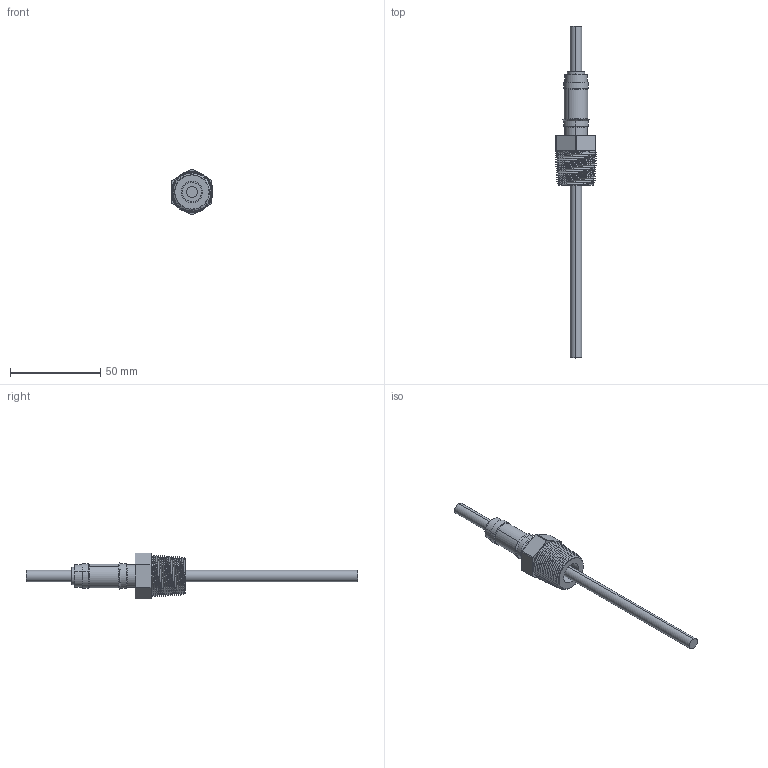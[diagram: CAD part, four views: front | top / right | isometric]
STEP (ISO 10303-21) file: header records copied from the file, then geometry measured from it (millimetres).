
FILE_DESCRIPTION (( 'STEP AP203' ), '1' );
FILE_NAME ('A0003-1-NPT.STEP', '2019-10-15T14:46:17', ( '' ), ( '' ), 'SwSTEP 2.0', 'SolidWorks 2019', '' );
FILE_SCHEMA (( 'CONFIG_CONTROL_DESIGN' ));
Length unit declared in the file: inch
Products named in the file (1): A0003-1-NPT
Bounding box: 23.26 x 184.15 x 25.4 mm (x, y, z)
Volume: 17343.4 mm3; surface area: 9612.5 mm2
Topology: 1 solids, 1 shells, 102 faces, 247 edges, 160 vertices
Faces by surface type: cone 40, cylinder 36, plane 23, bspline 3
Entity records: 10491 total; most frequent: CARTESIAN_POINT 8090, ORIENTED_EDGE 494, DIRECTION 458, EDGE_CURVE 247, AXIS2_PLACEMENT_3D 179, VERTEX_POINT 160, EDGE_LOOP 115, FACE_OUTER_BOUND 102
